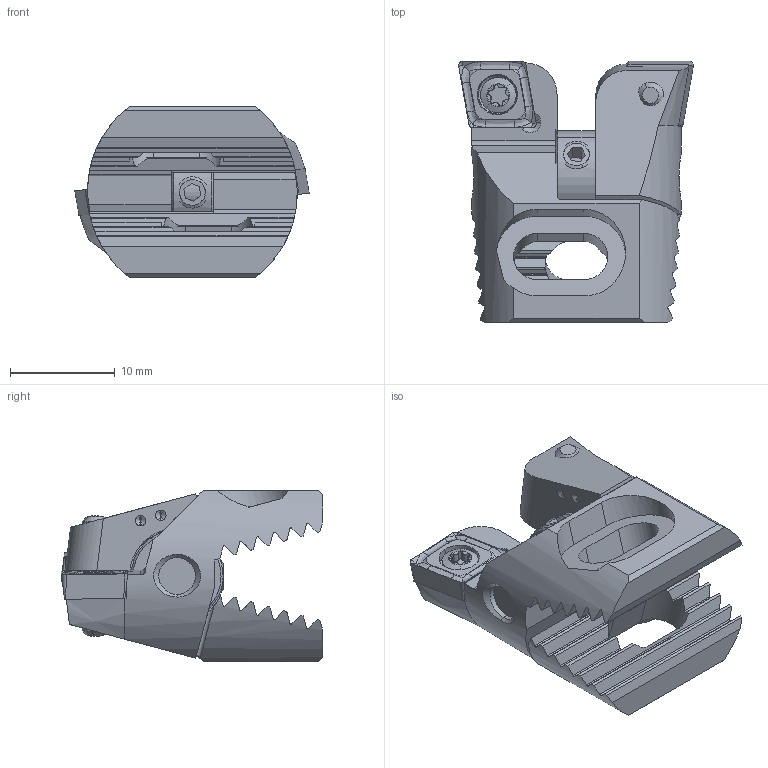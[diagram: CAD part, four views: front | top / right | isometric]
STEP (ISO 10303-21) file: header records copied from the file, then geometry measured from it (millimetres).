
FILE_DESCRIPTION (( 'STEP AP203' ), '1' );
FILE_NAME ('D34.020.024.006.STEP', '2018-03-02T12:12:32', ( 'SWIAdmin' ), ( 'Hewlett-Packard Company' ), 'SwSTEP 2.0', 'SolidWorks 2017', '' );
FILE_SCHEMA (( 'CONFIG_CONTROL_DESIGN' ));
Length unit declared in the file: millimetre
Products named in the file (8): Z20-ER3.002.004_A; Z20-ER3.001.018_A; CCMT060204; WCA-ER2.001.006_A; ISO 4026 - M3 x 2; D34.020.024.006; Z20-WCA.001.015_A; Z20-WCA.003.015_A
Assembly tree (11 placements, depth 2):
  D34.020.024.006
    Z20-WCA.001.015_A
    Z20-WCA.003.015_A
    Z20-ER3.002.004_A
    Z20-ER3.001.018_A
    CCMT060204  x2
    WCA-ER2.001.006_A  x2
    ISO 4026 - M3 x 2  x3
Bounding box: 22.42 x 24.95 x 16.3 mm (x, y, z)
Volume: 3170.7 mm3; surface area: 3798.1 mm2
Topology: 11 solids, 11 shells, 485 faces, 1265 edges, 792 vertices
Faces by surface type: plane 189, cylinder 158, cone 86, torus 24, bspline 24, sphere 4
Entity records: 13802 total; most frequent: CARTESIAN_POINT 4113, ORIENTED_EDGE 1988, DIRECTION 1675, EDGE_CURVE 994, VERTEX_POINT 636, AXIS2_PLACEMENT_3D 620, LINE 435, VECTOR 435
